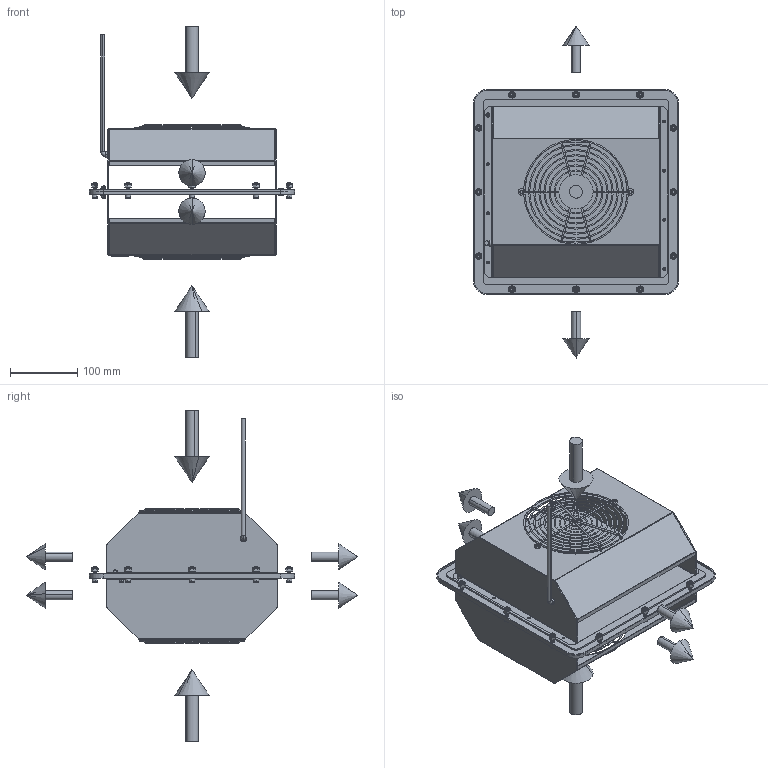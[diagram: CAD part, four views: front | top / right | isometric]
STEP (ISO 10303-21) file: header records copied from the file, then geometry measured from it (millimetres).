
FILE_DESCRIPTION (( 'STEP AP214' ), '1' );
FILE_NAME ('ACT-HSC-22 AC and DC NEMA 12 Version For Website.STEP', '2017-04-10T21:03:11', ( '' ), ( '' ), 'SwSTEP 2.0', 'SolidWorks 2016', '' );
FILE_SCHEMA (( 'AUTOMOTIVE_DESIGN' ));
Length unit declared in the file: inch
Products named in the file (1): ACT-HSC-22 AC and DC NEMA 12 Version For Website
Bounding box: 304.8 x 493.25 x 492.12 mm (x, y, z)
Surface area: 626718.7 mm2 (no closed solid volume)
Topology: 0 solids, 152 shells, 939 faces, 2756 edges, 1916 vertices
Faces by surface type: cylinder 471, plane 232, torus 172, cone 47, bspline 17
Entity records: 63441 total; most frequent: CARTESIAN_POINT 28127, DIRECTION 4848, ORIENTED_EDGE 4425, EDGE_CURVE 2744, AXIS2_PLACEMENT_3D 1974, VERTEX_POINT 1916, EDGE_LOOP 1064, CIRCLE 1051
